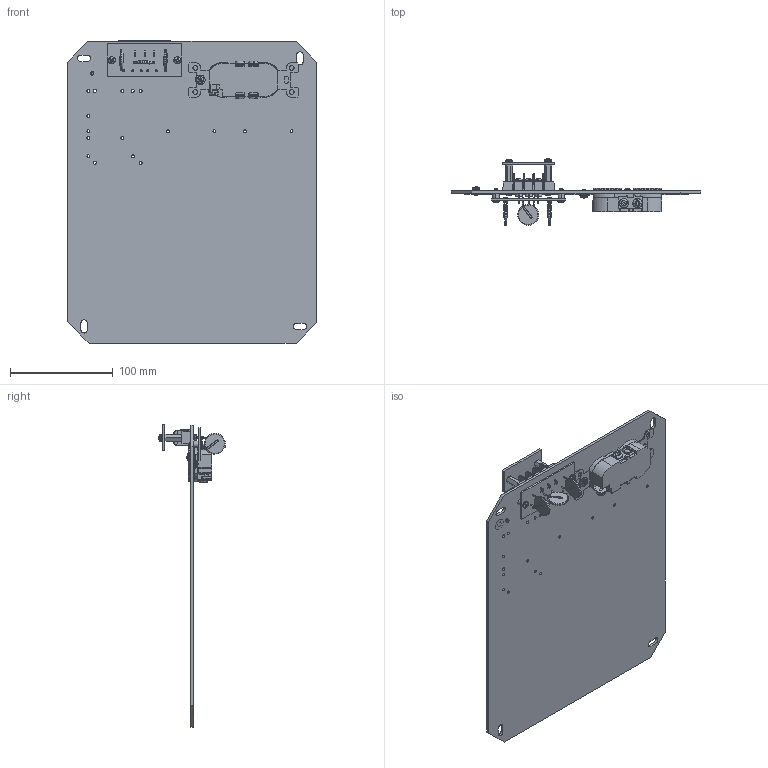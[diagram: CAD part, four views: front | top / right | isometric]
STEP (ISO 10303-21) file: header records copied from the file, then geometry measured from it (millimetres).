
FILE_DESCRIPTION (( 'STEP AP214' ), '1' );
FILE_NAME ('NBPC12-RP100_3D.step', '2023-11-02T22:23:16', ( '' ), ( '' ), 'SwSTEP 2.0', 'SolidWorks 2022', '' );
FILE_SCHEMA (( 'AUTOMOTIVE_DESIGN' ));
Length unit declared in the file: inch
Products named in the file (19): XF797-01; X-PCB-HYP285; XFS-0032_91735A151; XLBL-F704-UL_With Actual Text; XFS-0017; 1AW05-083_With Actual Text; 1BE04-074; XFS-0006; XFS-0066_90272A147; XFN-0013; XFW-0020; 1AW05-082_With Actual Text; XMH-0010; XCTB-0002; XERZ-V20D241; XFN-0022; NBPC12-RP100_3D; X-ASSY-HYP285-1; XFW-0004
Assembly tree (28 placements, depth 3):
  NBPC12-RP100_3D
    1BE04-074
    XMH-0010
    XFS-0006
    XFW-0004  x2
    XFN-0022  x2
    X-ASSY-HYP285-1
      X-PCB-HYP285
      XERZ-V20D241  x3
    XFS-0066_90272A147  x2
    XFS-0017  x4
    XCTB-0002
    XFS-0032_91735A151  x2
    XFN-0013  x2
    1AW05-082_With Actual Text
    1AW05-083_With Actual Text
    XLBL-F704-UL_With Actual Text
    XFW-0020
    XF797-01
Bounding box: 242.28 x 64.67 x 293.89 mm (x, y, z)
Volume: 231156.4 mm3; surface area: 176027.9 mm2
Topology: 27 solids, 27 shells, 2630 faces, 6778 edges, 4295 vertices
Faces by surface type: plane 970, cylinder 782, cone 410, bspline 322, torus 113, sphere 33
Entity records: 97714 total; most frequent: CARTESIAN_POINT 34492, ORIENTED_EDGE 10364, DIRECTION 8593, EDGE_CURVE 5182, VERTEX_POINT 3327, LINE 2957, VECTOR 2957, AXIS2_PLACEMENT_3D 2818
